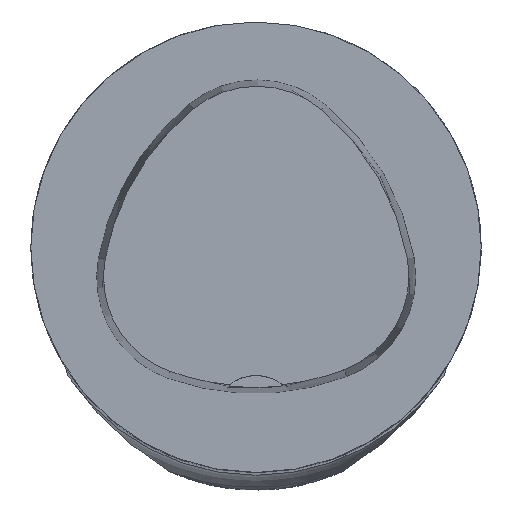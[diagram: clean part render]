
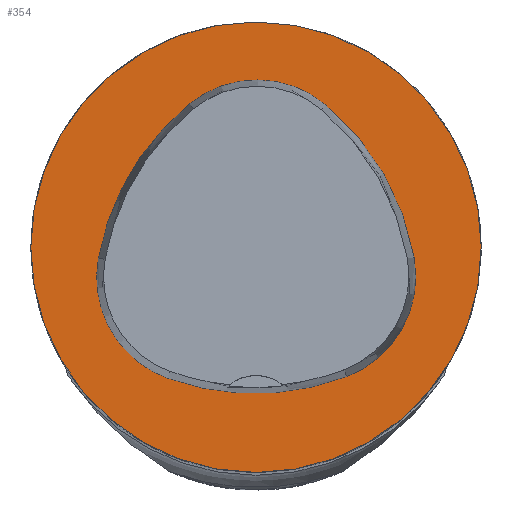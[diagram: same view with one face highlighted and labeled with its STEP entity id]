
A CAD part, top view. The second image highlights one B-rep face of the part: STEP entity #354.
In plain terms, the highlighted planar face has unit normal (0, 0, 1).
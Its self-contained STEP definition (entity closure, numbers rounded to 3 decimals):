
#354=ADVANCED_FACE('',(#438,#439),#396,.T.);
#396=PLANE('',#1304);
#438=FACE_BOUND('',#497,.T.);
#439=FACE_BOUND('',#498,.T.);
#497=EDGE_LOOP('',(#727,#728,#729,#730,#731,#732));
#498=EDGE_LOOP('',(#733));
#727=ORIENTED_EDGE('',*,*,#1054,.T.);
#728=ORIENTED_EDGE('',*,*,#1034,.T.);
#729=ORIENTED_EDGE('',*,*,#1038,.T.);
#730=ORIENTED_EDGE('',*,*,#1041,.T.);
#731=ORIENTED_EDGE('',*,*,#1044,.T.);
#732=ORIENTED_EDGE('',*,*,#1052,.T.);
#733=ORIENTED_EDGE('',*,*,#1024,.F.);
#898=VERTEX_POINT('',#2083);
#908=VERTEX_POINT('',#2106);
#909=VERTEX_POINT('',#2107);
#912=VERTEX_POINT('',#2115);
#914=VERTEX_POINT('',#2121);
#916=VERTEX_POINT('',#2127);
#923=VERTEX_POINT('',#2148);
#1024=EDGE_CURVE('',#898,#898,#1097,.T.);
#1034=EDGE_CURVE('',#908,#909,#1099,.T.);
#1038=EDGE_CURVE('',#909,#912,#1101,.T.);
#1041=EDGE_CURVE('',#912,#914,#1103,.T.);
#1044=EDGE_CURVE('',#914,#916,#1105,.T.);
#1052=EDGE_CURVE('',#916,#923,#1109,.T.);
#1054=EDGE_CURVE('',#923,#908,#1111,.T.);
#1097=CIRCLE('',#1273,31.5);
#1099=CIRCLE('',#1282,36.);
#1101=CIRCLE('',#1285,15.);
#1103=CIRCLE('',#1288,36.);
#1105=CIRCLE('',#1291,15.);
#1109=CIRCLE('',#1296,36.);
#1111=CIRCLE('',#1299,15.);
#1273=AXIS2_PLACEMENT_3D('',#2082,#1518,#1519);
#1282=AXIS2_PLACEMENT_3D('',#2105,#1540,#1541);
#1285=AXIS2_PLACEMENT_3D('',#2114,#1548,#1549);
#1288=AXIS2_PLACEMENT_3D('',#2120,#1555,#1556);
#1291=AXIS2_PLACEMENT_3D('',#2126,#1562,#1563);
#1296=AXIS2_PLACEMENT_3D('',#2149,#1574,#1575);
#1299=AXIS2_PLACEMENT_3D('',#2152,#1580,#1581);
#1304=AXIS2_PLACEMENT_3D('',#2157,#1590,#1591);
#1518=DIRECTION('',(0.,0.,-1.));
#1519=DIRECTION('',(-1.,0.,0.));
#1540=DIRECTION('',(0.,0.,-1.));
#1541=DIRECTION('',(-1.,0.,0.));
#1548=DIRECTION('',(0.,0.,-1.));
#1549=DIRECTION('',(-1.,0.,0.));
#1555=DIRECTION('',(0.,0.,-1.));
#1556=DIRECTION('',(-1.,0.,0.));
#1562=DIRECTION('',(0.,0.,-1.));
#1563=DIRECTION('',(-1.,0.,0.));
#1574=DIRECTION('',(0.,0.,-1.));
#1575=DIRECTION('',(-1.,0.,0.));
#1580=DIRECTION('',(0.,0.,-1.));
#1581=DIRECTION('',(-1.,0.,0.));
#1590=DIRECTION('',(0.,0.,1.));
#1591=DIRECTION('',(1.,0.,0.));
#2082=CARTESIAN_POINT('',(0.,0.,0.));
#2083=CARTESIAN_POINT('',(-31.5,0.,0.));
#2105=CARTESIAN_POINT('',(13.398,-7.893,0.));
#2106=CARTESIAN_POINT('',(-22.041,-1.562,0.));
#2107=CARTESIAN_POINT('',(-9.317,20.036,0.));
#2114=CARTESIAN_POINT('',(0.148,8.399,0.));
#2115=CARTESIAN_POINT('',(9.779,19.898,0.));
#2120=CARTESIAN_POINT('',(-13.337,-7.7,0.));
#2121=CARTESIAN_POINT('',(22.122,-1.48,0.));
#2126=CARTESIAN_POINT('',(7.347,-4.071,0.));
#2127=CARTESIAN_POINT('',(12.693,-18.087,0.));
#2148=CARTESIAN_POINT('',(-12.373,-18.307,0.));
#2149=CARTESIAN_POINT('',(-0.137,15.55,0.));
#2152=CARTESIAN_POINT('',(-7.275,-4.2,0.));
#2157=CARTESIAN_POINT('',(0.,0.,0.));
